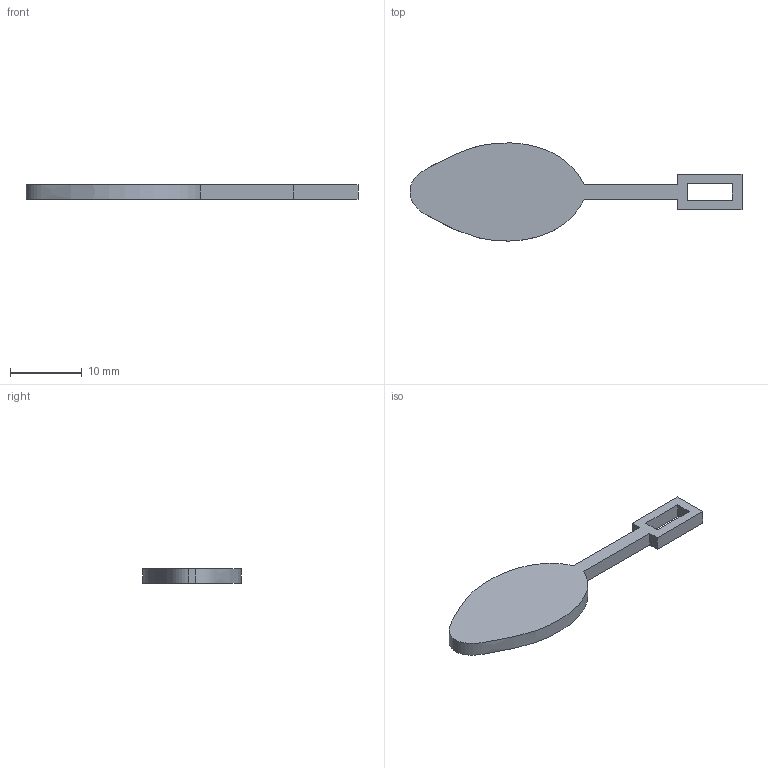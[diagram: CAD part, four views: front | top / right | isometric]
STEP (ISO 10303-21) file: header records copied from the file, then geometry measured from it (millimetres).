
FILE_DESCRIPTION(('STEP AP203'), '1');
FILE_NAME('侒旂 _ 祡籤 昉', '', ('UNSPECIFIED'), ('UNSPECIFIED'), 'C3D Converter', 'C3D Toolkit', '');
FILE_SCHEMA(('CONFIG_CONTROL_DESIGN'));
Length unit declared in the file: millimetre
Products named in the file (1): ЦВЕТ МД
Bounding box: 46.36 x 13.71 x 2 mm (x, y, z)
Volume: 615.9 mm3; surface area: 871 mm2
Topology: 1 solids, 1 shells, 16 faces, 42 edges, 28 vertices
Faces by surface type: plane 14, extrusion 2
Entity records: 552 total; most frequent: CARTESIAN_POINT 117, ORIENTED_EDGE 84, DIRECTION 70, EDGE_CURVE 42, VECTOR 40, LINE 38, VERTEX_POINT 28, FACE_BOUND 18
